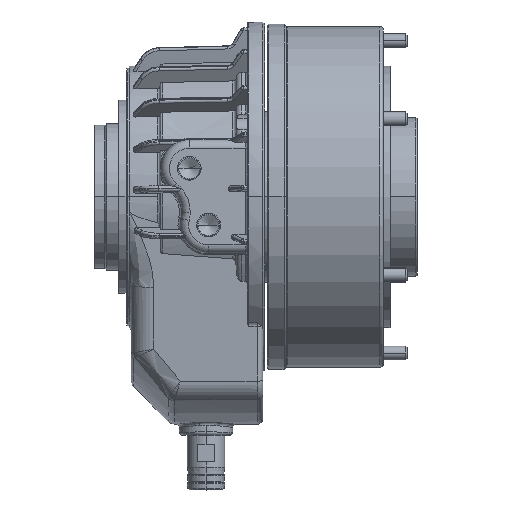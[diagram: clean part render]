
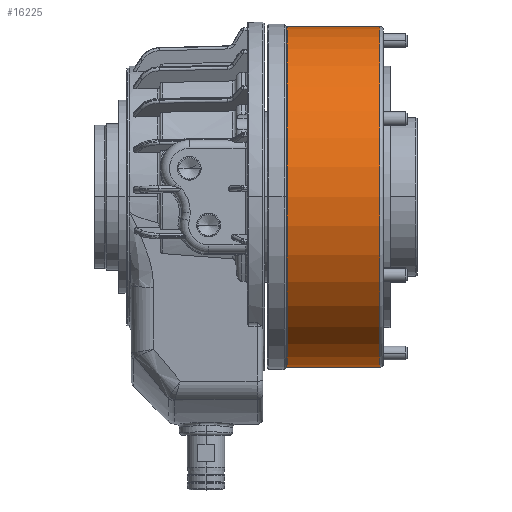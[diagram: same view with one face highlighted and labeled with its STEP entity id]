
A CAD part, top view. The second image highlights one B-rep face of the part: STEP entity #16225.
In plain terms, the highlighted cylindrical face has radius 150 mm (diameter 300 mm), a partial arc.
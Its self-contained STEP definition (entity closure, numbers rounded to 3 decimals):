
#582 = LINE ( 'NONE', #20178, #40008 ) ;
#1493 = ORIENTED_EDGE ( 'NONE', *, *, #21470, .T. ) ;
#1513 = DIRECTION ( 'NONE',  ( -1., 0., 0. ) ) ;
#2011 = DIRECTION ( 'NONE',  ( 1., 0., 0. ) ) ;
#5076 = VERTEX_POINT ( 'NONE', #27083 ) ;
#5923 = CARTESIAN_POINT ( 'NONE',  ( 0.3, -150., 0. ) ) ;
#6454 = AXIS2_PLACEMENT_3D ( 'NONE', #35770, #38876, #29556 ) ;
#7062 = CIRCLE ( 'NONE', #35367, 150. ) ;
#7958 = VERTEX_POINT ( 'NONE', #14212 ) ;
#9084 = ORIENTED_EDGE ( 'NONE', *, *, #15225, .T. ) ;
#10558 = CARTESIAN_POINT ( 'NONE',  ( 82., 0., 0. ) ) ;
#12213 = ORIENTED_EDGE ( 'NONE', *, *, #17865, .T. ) ;
#13405 = CYLINDRICAL_SURFACE ( 'NONE', #6454, 150. ) ;
#13690 = DIRECTION ( 'NONE',  ( 0., -1., 0. ) ) ;
#13817 = LINE ( 'NONE', #14335, #37642 ) ;
#14212 = CARTESIAN_POINT ( 'NONE',  ( 82., 150., 0. ) ) ;
#14335 = CARTESIAN_POINT ( 'NONE',  ( 0., 150., 0. ) ) ;
#14510 = EDGE_LOOP ( 'NONE', ( #9084, #12213, #1493, #34398 ) ) ;
#15225 = EDGE_CURVE ( 'NONE', #5076, #7958, #7062, .T. ) ;
#16225 = ADVANCED_FACE ( 'NONE', ( #23730 ), #13405, .T. ) ;
#17862 = AXIS2_PLACEMENT_3D ( 'NONE', #20687, #2011, #23870 ) ;
#17865 = EDGE_CURVE ( 'NONE', #7958, #23549, #13817, .T. ) ;
#20178 = CARTESIAN_POINT ( 'NONE',  ( 0., -150., 0. ) ) ;
#20687 = CARTESIAN_POINT ( 'NONE',  ( 0.3, 0., 0. ) ) ;
#20803 = EDGE_CURVE ( 'NONE', #5076, #37057, #582, .T. ) ;
#21470 = EDGE_CURVE ( 'NONE', #23549, #37057, #22523, .T. ) ;
#22523 = CIRCLE ( 'NONE', #17862, 150. ) ;
#23549 = VERTEX_POINT ( 'NONE', #35503 ) ;
#23646 = DIRECTION ( 'NONE',  ( -1., 0., 0. ) ) ;
#23730 = FACE_OUTER_BOUND ( 'NONE', #14510, .T. ) ;
#23870 = DIRECTION ( 'NONE',  ( 0., 1., 0. ) ) ;
#27083 = CARTESIAN_POINT ( 'NONE',  ( 82., -150., 0. ) ) ;
#29556 = DIRECTION ( 'NONE',  ( 0., -1., 0. ) ) ;
#32343 = DIRECTION ( 'NONE',  ( -1., 0., 0. ) ) ;
#34398 = ORIENTED_EDGE ( 'NONE', *, *, #20803, .F. ) ;
#35367 = AXIS2_PLACEMENT_3D ( 'NONE', #10558, #32343, #13690 ) ;
#35503 = CARTESIAN_POINT ( 'NONE',  ( 0.3, 150., 0. ) ) ;
#35770 = CARTESIAN_POINT ( 'NONE',  ( 0., 0., 0. ) ) ;
#37057 = VERTEX_POINT ( 'NONE', #5923 ) ;
#37642 = VECTOR ( 'NONE', #23646, 1000. ) ;
#38876 = DIRECTION ( 'NONE',  ( -1., 0., 0. ) ) ;
#40008 = VECTOR ( 'NONE', #1513, 1000. ) ;
